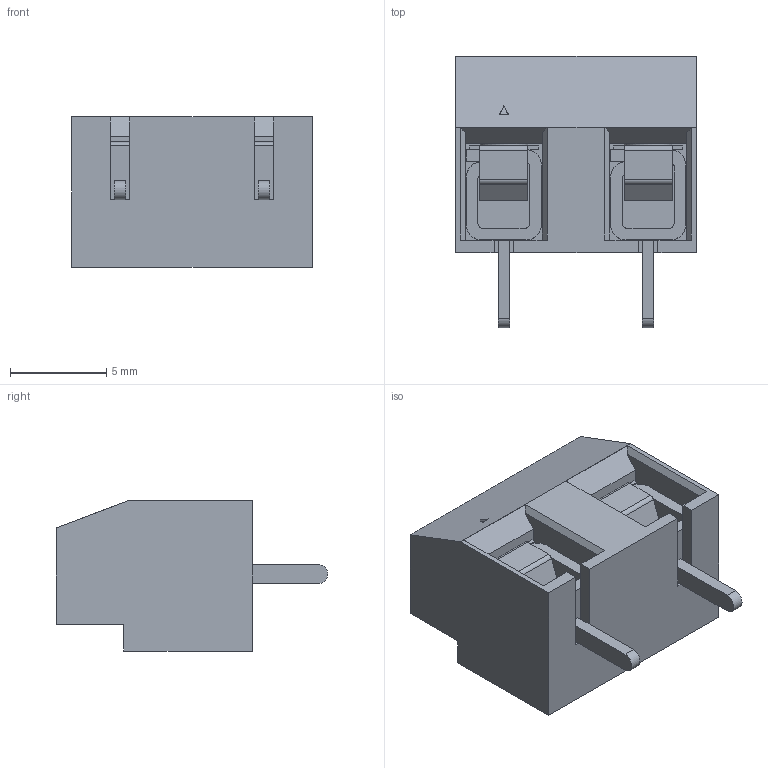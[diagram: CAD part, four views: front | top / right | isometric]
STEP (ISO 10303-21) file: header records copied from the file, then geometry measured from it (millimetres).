
FILE_DESCRIPTION (( 'STEP AP214' ), '1' );
FILE_NAME ('DG126-7.5-02P-12-00AH.STEP', '2021-01-19T16:11:29', ( '' ), ( '' ), 'SwSTEP 2.0', 'SolidWorks 2020', '' );
FILE_SCHEMA (( 'AUTOMOTIVE_DESIGN' ));
Length unit declared in the file: millimetre
Products named in the file (1): DG126-7.5-02P-12-00AH
Bounding box: 12.5 x 14.1 x 7.8 mm (x, y, z)
Volume: 744.8 mm3; surface area: 1173.8 mm2
Topology: 1 solids, 1 shells, 441 faces, 1198 edges, 786 vertices
Faces by surface type: plane 255, bspline 122, cylinder 46, torus 14, cone 4
Entity records: 24512 total; most frequent: CARTESIAN_POINT 9884, ORIENTED_EDGE 2396, DIRECTION 1684, EDGE_CURVE 1198, VECTOR 800, LINE 800, VERTEX_POINT 786, EDGE_LOOP 476
